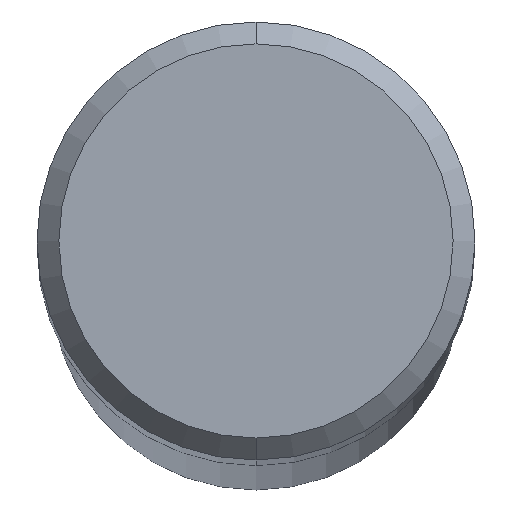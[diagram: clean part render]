
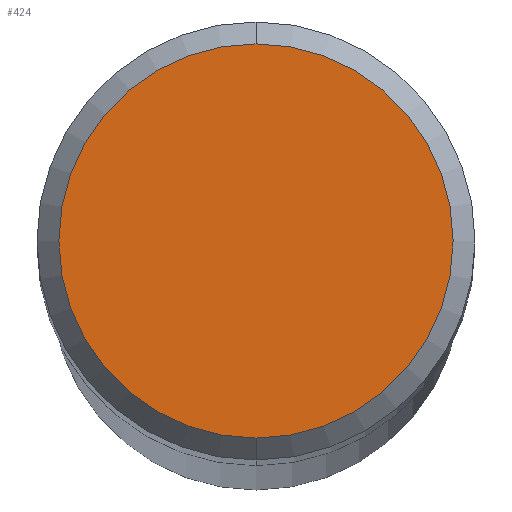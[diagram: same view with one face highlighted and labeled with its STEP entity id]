
A CAD part, top view. The second image highlights one B-rep face of the part: STEP entity #424.
In plain terms, the highlighted planar face has unit normal (0, 0, 1).
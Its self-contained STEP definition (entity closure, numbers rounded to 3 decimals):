
#304=VERTEX_POINT('',#609);
#346=EDGE_CURVE('',#304,#378,#654,.T.);
#378=VERTEX_POINT('',#687);
#410=EDGE_CURVE('',#378,#304,#721,.T.);
#424=ADVANCED_FACE('',(#735),#736,.T.);
#609=CARTESIAN_POINT('',(0.,-3.6,0.0));
#654=CIRCLE('',#1192,3.6);
#687=CARTESIAN_POINT('',(0.0,3.6,0.0));
#721=CIRCLE('',#1320,3.6);
#735=FACE_OUTER_BOUND('',#1340,.T.);
#736=PLANE('',#1341);
#1192=AXIS2_PLACEMENT_3D('',#1619,#1620,#1621);
#1320=AXIS2_PLACEMENT_3D('',#1671,#1672,#1673);
#1340=EDGE_LOOP('',(#1678,#1679));
#1341=AXIS2_PLACEMENT_3D('',#1680,#1681,#1682);
#1619=CARTESIAN_POINT('',(0.0,0.0,0.0));
#1620=DIRECTION('',(0.0,0.0,-1.0));
#1621=DIRECTION('',(0.0,1.0,0.0));
#1671=CARTESIAN_POINT('',(0.0,0.0,0.0));
#1672=DIRECTION('',(0.0,0.0,-1.0));
#1673=DIRECTION('',(0.0,1.0,0.0));
#1678=ORIENTED_EDGE('',*,*,#410,.F.);
#1679=ORIENTED_EDGE('',*,*,#346,.F.);
#1680=CARTESIAN_POINT('',(0.0,1.8,0.0));
#1681=DIRECTION('',(-0.0,0.0,1.0));
#1682=DIRECTION('',(0.0,-1.0,0.0));
